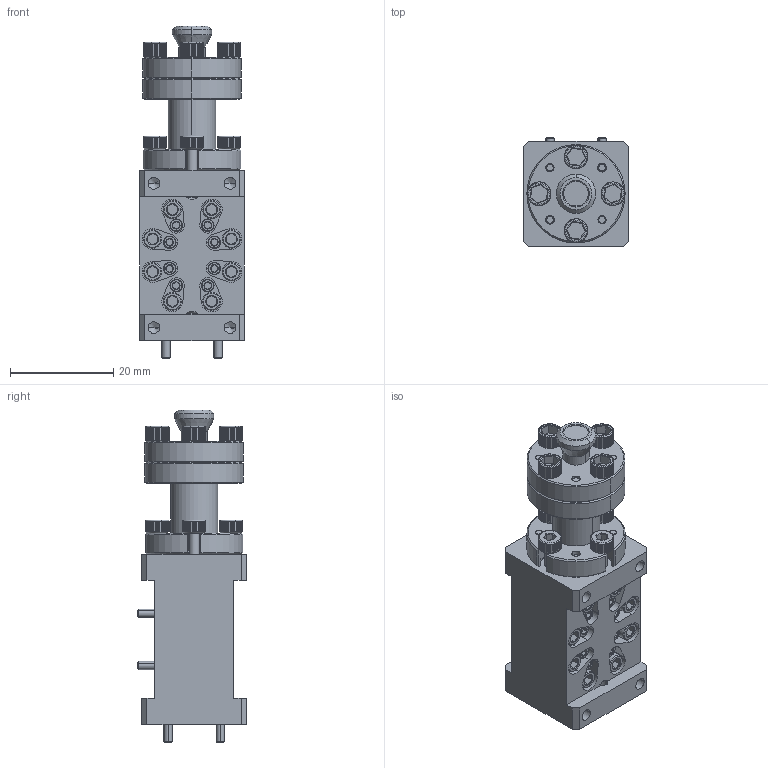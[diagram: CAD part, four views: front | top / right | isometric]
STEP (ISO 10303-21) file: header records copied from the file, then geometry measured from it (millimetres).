
FILE_DESCRIPTION (( 'STEP AP203' ), '1' );
FILE_NAME ('SAF-1141741140-082-S1-065-DP.STEP', '2021-07-16T20:03:28', ( '' ), ( '' ), 'SwSTEP 2.0', 'SolidWorks 2021', '' );
FILE_SCHEMA (( 'CONFIG_CONTROL_DESIGN' ));
Length unit declared in the file: inch
Products named in the file (1): SAF-1141741140-082-S1-065-DP
Bounding box: 20.32 x 21.15 x 64.33 mm (x, y, z)
Volume: 14561.3 mm3; surface area: 9242 mm2
Topology: 13 solids, 13 shells, 2066 faces, 5444 edges, 3442 vertices
Faces by surface type: plane 1072, cylinder 602, cone 368, torus 16, bspline 8
Entity records: 66935 total; most frequent: CARTESIAN_POINT 18453, ORIENTED_EDGE 10796, DIRECTION 9222, EDGE_CURVE 5398, AXIS2_PLACEMENT_3D 3527, VERTEX_POINT 3442, EDGE_LOOP 2210, VECTOR 2168
